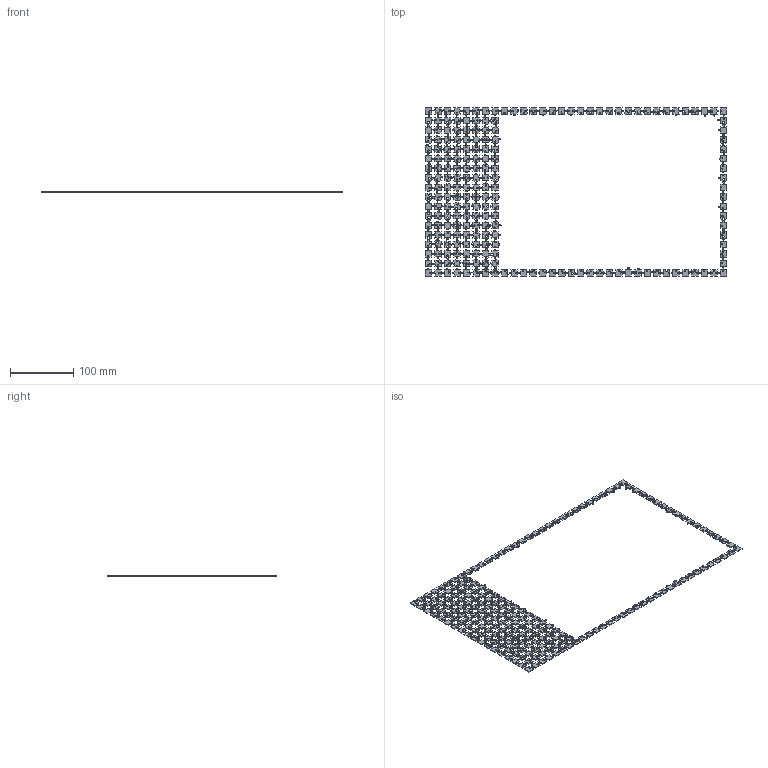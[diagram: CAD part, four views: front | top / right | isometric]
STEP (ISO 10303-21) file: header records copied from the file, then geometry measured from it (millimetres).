
FILE_DESCRIPTION(('HOOPS Exchange Step'),'2;1');
FILE_NAME('temp_export','2024-07-18T10:56:37+08:00',('sharma21'),('Shapr3D Limited'),'HOOPS Exchange 2024.2','Shapr3D','Authorized');
FILE_SCHEMA( ('AUTOMOTIVE_DESIGN { 1 0 10303 214 1 1 1 1 }') );
Length unit declared in the file: millimetre
Products named in the file (1): root
Bounding box: 475 x 265 x 1 mm (x, y, z)
Volume: 20872.4 mm3; surface area: 54640.2 mm2
Topology: 208 solids, 208 shells, 1250 faces, 2502 edges, 1668 vertices
Faces by surface type: bspline 734, plane 516
Entity records: 41835 total; most frequent: CARTESIAN_POINT 20891, ORIENTED_EDGE 5004, EDGE_CURVE 2502, DIRECTION 2068, VERTEX_POINT 1668, B_SPLINE_CURVE_WITH_KNOTS 1468, EDGE_LOOP 1250, FACE_BOUND 1250
